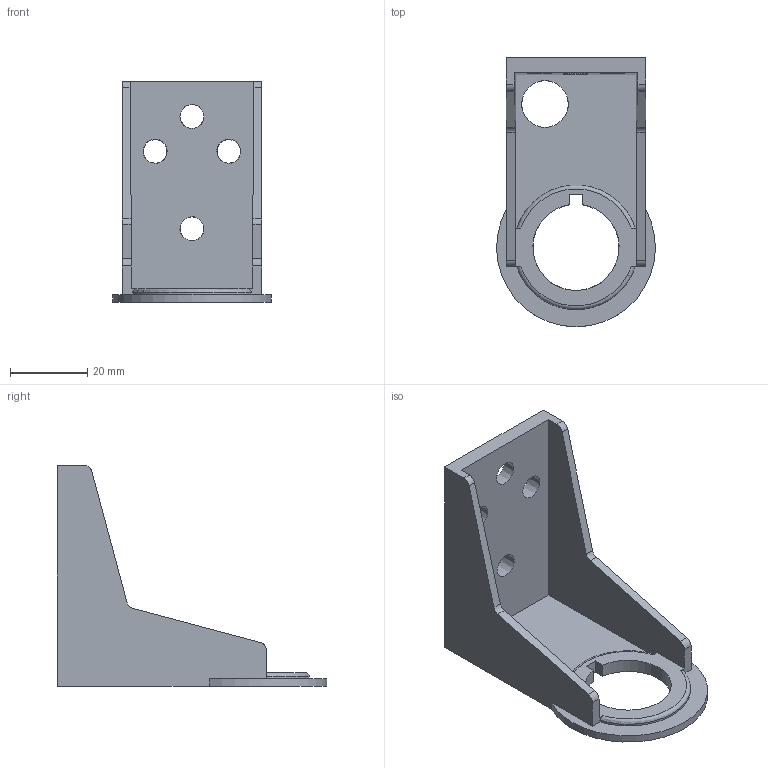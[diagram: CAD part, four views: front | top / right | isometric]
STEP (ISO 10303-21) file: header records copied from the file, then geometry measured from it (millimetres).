
FILE_DESCRIPTION(/* description */ ('Customer part'),/* implementation_level */ '2;1');
FILE_NAME(/* name */ '800000010053_PRT_000.step',/* time_stamp */ '2018-07-18T19:50:18+02:00',/* author */ ('IMPORT'),/* organization */ ('WERMA Signaltechnik GmbH+Co.KG'),/* preprocessor_version */ 'ST-DEVELOPER v17',/* originating_system */ 'Autodesk Inventor 2018',/* authorisation */ 'public');
FILE_SCHEMA (('AUTOMOTIVE_DESIGN { 1 0 10303 214 3 1 1 }'));
Length unit declared in the file: millimetre
Products named in the file (1): 800000010053
Bounding box: 40.99 x 69.5 x 57 mm (x, y, z)
Volume: 15241.1 mm3; surface area: 14248.4 mm2
Topology: 1 solids, 1 shells, 100 faces, 292 edges, 196 vertices
Faces by surface type: plane 78, cone 9, cylinder 7, bspline 4, torus 2
Entity records: 4516 total; most frequent: CARTESIAN_POINT 1753, ORIENTED_EDGE 584, DIRECTION 516, EDGE_CURVE 292, VERTEX_POINT 196, AXIS2_PLACEMENT_3D 173, LINE 170, VECTOR 170
